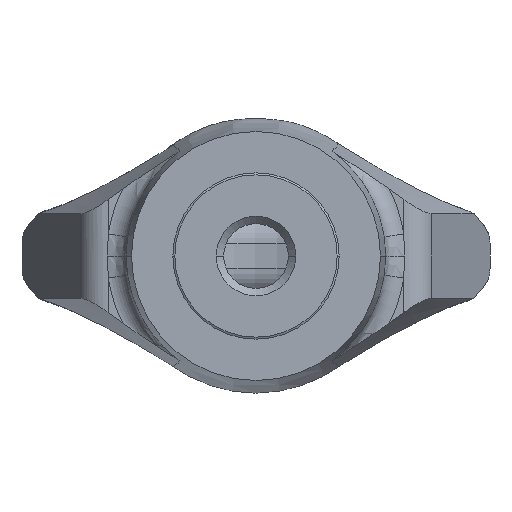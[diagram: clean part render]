
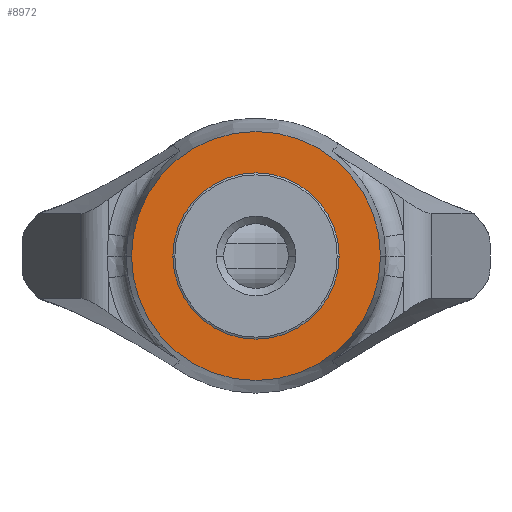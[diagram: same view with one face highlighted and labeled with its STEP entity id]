
A CAD part, front view. The second image highlights one B-rep face of the part: STEP entity #8972.
In plain terms, the highlighted planar face has unit normal (0, -1, 0).
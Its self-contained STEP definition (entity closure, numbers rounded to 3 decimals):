
#1=CARTESIAN_POINT('',(0.,-22.,0.));
#2=DIRECTION('',(0.,1.,0.));
#3=DIRECTION('',(-1.,0.,0.));
#4=AXIS2_PLACEMENT_3D('',#1,#2,#3);
#6=CARTESIAN_POINT('',(0.,-22.,0.));
#7=DIRECTION('',(0.,1.,0.));
#8=DIRECTION('',(1.,0.,0.));
#9=AXIS2_PLACEMENT_3D('',#6,#7,#8);
#11=CARTESIAN_POINT('',(0.,-22.,0.));
#12=DIRECTION('',(0.,-1.,0.));
#13=DIRECTION('',(-1.,0.,0.));
#14=AXIS2_PLACEMENT_3D('',#11,#12,#13);
#16=CARTESIAN_POINT('',(0.,-22.,0.));
#17=DIRECTION('',(0.,-1.,0.));
#18=DIRECTION('',(1.,0.,0.));
#19=AXIS2_PLACEMENT_3D('',#16,#17,#18);
#7064=CARTESIAN_POINT('',(-12.5,-22.,0.));
#7065=CARTESIAN_POINT('',(12.5,-22.,0.));
#7066=VERTEX_POINT('',#7064);
#7067=VERTEX_POINT('',#7065);
#7068=CARTESIAN_POINT('',(-8.35,-22.,0.));
#7069=CARTESIAN_POINT('',(8.35,-22.,0.));
#7070=VERTEX_POINT('',#7068);
#7071=VERTEX_POINT('',#7069);
#8955=CARTESIAN_POINT('',(0.,-22.,0.));
#8956=DIRECTION('',(0.,-1.,0.));
#8957=DIRECTION('',(-1.,0.,0.));
#8958=AXIS2_PLACEMENT_3D('',#8955,#8956,#8957);
#8959=PLANE('',#8958);
#8961=ORIENTED_EDGE('',*,*,#8960,.T.);
#8963=ORIENTED_EDGE('',*,*,#8962,.T.);
#8964=EDGE_LOOP('',(#8961,#8963));
#8965=FACE_OUTER_BOUND('',#8964,.F.);
#8967=ORIENTED_EDGE('',*,*,#8966,.T.);
#8969=ORIENTED_EDGE('',*,*,#8968,.T.);
#8970=EDGE_LOOP('',(#8967,#8969));
#8971=FACE_BOUND('',#8970,.F.);
#8972=ADVANCED_FACE('',(#8965,#8971),#8959,.T.);
#5=CIRCLE('',#4,12.5);
#10=CIRCLE('',#9,12.5);
#15=CIRCLE('',#14,8.35);
#20=CIRCLE('',#19,8.35);
#8960=EDGE_CURVE('',#7066,#7067,#5,.T.);
#8962=EDGE_CURVE('',#7067,#7066,#10,.T.);
#8966=EDGE_CURVE('',#7070,#7071,#15,.T.);
#8968=EDGE_CURVE('',#7071,#7070,#20,.T.);
